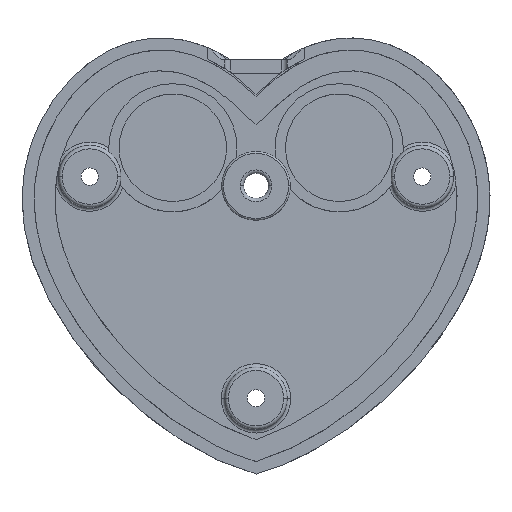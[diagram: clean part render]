
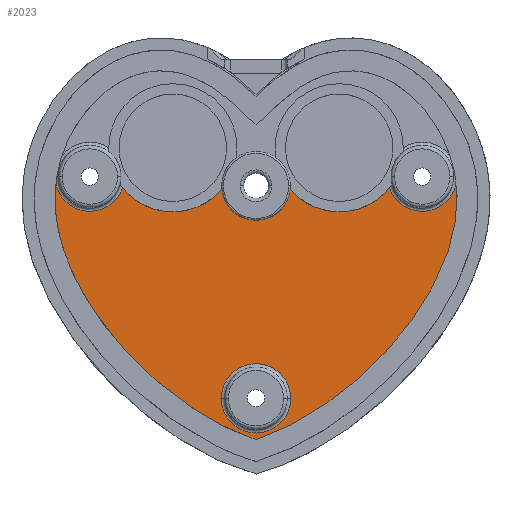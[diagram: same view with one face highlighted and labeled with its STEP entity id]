
A CAD part, top view. The second image highlights one B-rep face of the part: STEP entity #2023.
In plain terms, the highlighted planar face has unit normal (0, 0, 1).
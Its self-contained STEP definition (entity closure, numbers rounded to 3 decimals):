
#10 = AXIS2_PLACEMENT_3D ( 'NONE', #1013, #1391, #1700 ) ;
#32 = DIRECTION ( 'NONE',  ( -1., 0., 0. ) ) ;
#76 = DIRECTION ( 'NONE',  ( 0., 0., -1. ) ) ;
#104 = DIRECTION ( 'NONE',  ( -1., 0., 0. ) ) ;
#230 = ORIENTED_EDGE ( 'NONE', *, *, #3928, .T. ) ;
#256 = CIRCLE ( 'NONE', #439, 5. ) ;
#414 = CARTESIAN_POINT ( 'NONE',  ( 0., 8.84, -9. ) ) ;
#437 = CARTESIAN_POINT ( 'NONE',  ( 12., 45., -9. ) ) ;
#439 = AXIS2_PLACEMENT_3D ( 'NONE', #1372, #1734, #2081 ) ;
#451 = VERTEX_POINT ( 'NONE', #1946 ) ;
#496 = CARTESIAN_POINT ( 'NONE',  ( -19.255, 39.262, -9. ) ) ;
#527 = CIRCLE ( 'NONE', #2908, 5. ) ;
#534 = PLANE ( 'NONE',  #4780 ) ;
#579 = CARTESIAN_POINT ( 'NONE',  ( -5., 8.84, -9. ) ) ;
#593 = CARTESIAN_POINT ( 'NONE',  ( -33.312, 32.773, -9. ) ) ;
#607 = CARTESIAN_POINT ( 'NONE',  ( 5., 8.84, -9. ) ) ;
#704 = CARTESIAN_POINT ( 'NONE',  ( 29.108, 33.879, -9. ) ) ;
#734 = AXIS2_PLACEMENT_3D ( 'NONE', #1118, #4469, #32 ) ;
#780 = VERTEX_POINT ( 'NONE', #2543 ) ;
#852 = ORIENTED_EDGE ( 'NONE', *, *, #2707, .F. ) ;
#868 = DIRECTION ( 'NONE',  ( 0., 0., -1. ) ) ;
#869 = B_SPLINE_CURVE_WITH_KNOTS ( 'NONE', 3,
 ( #2141, #4807, #3674, #4763, #4038, #2513, #2563, #2946, #3317, #1098, #1162, #3747, #1483, #4089 ),
 .UNSPECIFIED., .F., .F.,
 ( 4, 1, 1, 1, 1, 1, 1, 1, 1, 1, 1, 4 ),
 ( 0.444, 0.481, 0.513, 0.545, 0.609, 0.672, 0.736, 0.8, 0.863, 0.927, 0.959, 0.991 ),
 .UNSPECIFIED. ) ;
#1013 = CARTESIAN_POINT ( 'NONE',  ( 0., 39.5, -9. ) ) ;
#1090 = CARTESIAN_POINT ( 'NONE',  ( 19.255, 39.262, -9. ) ) ;
#1098 = CARTESIAN_POINT ( 'NONE',  ( -10.39, 8.111, -9. ) ) ;
#1108 = CARTESIAN_POINT ( 'NONE',  ( 23.023, 20.677, -9. ) ) ;
#1118 = CARTESIAN_POINT ( 'NONE',  ( -24., 40.84, -9. ) ) ;
#1162 = CARTESIAN_POINT ( 'NONE',  ( -6.222, 5.529, -9. ) ) ;
#1184 = DIRECTION ( 'NONE',  ( -1., 0., 0. ) ) ;
#1187 = VERTEX_POINT ( 'NONE', #2157 ) ;
#1228 = FACE_OUTER_BOUND ( 'NONE', #1587, .T. ) ;
#1372 = CARTESIAN_POINT ( 'NONE',  ( 0., 8.84, -9. ) ) ;
#1391 = DIRECTION ( 'NONE',  ( 0., 0., 1. ) ) ;
#1422 = VERTEX_POINT ( 'NONE', #496 ) ;
#1440 = CARTESIAN_POINT ( 'NONE',  ( 19.279, 16., -9. ) ) ;
#1478 = AXIS2_PLACEMENT_3D ( 'NONE', #3659, #4420, #2169 ) ;
#1483 = CARTESIAN_POINT ( 'NONE',  ( -0.916, 3.162, -9. ) ) ;
#1524 = CIRCLE ( 'NONE', #4197, 5. ) ;
#1541 = VERTEX_POINT ( 'NONE', #3521 ) ;
#1587 = EDGE_LOOP ( 'NONE', ( #3716, #852, #3532, #4175, #3047, #3360, #2394 ) ) ;
#1596 = EDGE_CURVE ( 'NONE', #451, #3049, #1524, .T. ) ;
#1622 = DIRECTION ( 'NONE',  ( -1., 0., 0. ) ) ;
#1623 = CIRCLE ( 'NONE', #1478, 9.25 ) ;
#1700 = DIRECTION ( 'NONE',  ( 1., 0., 0. ) ) ;
#1734 = DIRECTION ( 'NONE',  ( 0., 0., -1. ) ) ;
#1783 = CARTESIAN_POINT ( 'NONE',  ( 0., 2.872, -9. ) ) ;
#1796 = CARTESIAN_POINT ( 'NONE',  ( 2.688, 3.836, -9. ) ) ;
#1815 = EDGE_CURVE ( 'NONE', #1541, #4105, #869, .T. ) ;
#1946 = CARTESIAN_POINT ( 'NONE',  ( 28.902, 39.854, -9. ) ) ;
#1970 = CIRCLE ( 'NONE', #734, 5. ) ;
#1972 = CARTESIAN_POINT ( 'NONE',  ( 24., 40.84, -9. ) ) ;
#2023 = ADVANCED_FACE ( 'NONE', ( #1228, #3627 ), #534, .F. ) ;
#2081 = DIRECTION ( 'NONE',  ( -1., 0., 0. ) ) ;
#2119 = EDGE_CURVE ( 'NONE', #1187, #780, #4211, .T. ) ;
#2141 = CARTESIAN_POINT ( 'NONE',  ( -28.899, 39.842, -9. ) ) ;
#2157 = CARTESIAN_POINT ( 'NONE',  ( -4.929, 39.036, -9. ) ) ;
#2169 = DIRECTION ( 'NONE',  ( -1., 0., 0. ) ) ;
#2220 = VERTEX_POINT ( 'NONE', #607 ) ;
#2231 = ORIENTED_EDGE ( 'NONE', *, *, #4665, .T. ) ;
#2273 = DIRECTION ( 'NONE',  ( 0., 0., 1. ) ) ;
#2359 = EDGE_CURVE ( 'NONE', #1422, #1541, #1970, .T. ) ;
#2394 = ORIENTED_EDGE ( 'NONE', *, *, #3098, .F. ) ;
#2513 = CARTESIAN_POINT ( 'NONE',  ( -26.078, 25.732, -9. ) ) ;
#2526 = CARTESIAN_POINT ( 'NONE',  ( 28.902, 39.854, -9. ) ) ;
#2543 = CARTESIAN_POINT ( 'NONE',  ( 4.929, 39.036, -9. ) ) ;
#2552 = CIRCLE ( 'NONE', #4385, 9.25 ) ;
#2563 = CARTESIAN_POINT ( 'NONE',  ( -23.005, 20.65, -9. ) ) ;
#2707 = EDGE_CURVE ( 'NONE', #1422, #1187, #1623, .T. ) ;
#2908 = AXIS2_PLACEMENT_3D ( 'NONE', #414, #76, #104 ) ;
#2946 = CARTESIAN_POINT ( 'NONE',  ( -19.312, 16.041, -9. ) ) ;
#3047 = ORIENTED_EDGE ( 'NONE', *, *, #4514, .T. ) ;
#3049 = VERTEX_POINT ( 'NONE', #1090 ) ;
#3098 = EDGE_CURVE ( 'NONE', #780, #3049, #2552, .T. ) ;
#3313 = CARTESIAN_POINT ( 'NONE',  ( 29.024, 38.641, -9. ) ) ;
#3317 = CARTESIAN_POINT ( 'NONE',  ( -15.1, 11.854, -9. ) ) ;
#3360 = ORIENTED_EDGE ( 'NONE', *, *, #1596, .T. ) ;
#3521 = CARTESIAN_POINT ( 'NONE',  ( -28.899, 39.842, -9. ) ) ;
#3532 = ORIENTED_EDGE ( 'NONE', *, *, #2359, .T. ) ;
#3627 = FACE_BOUND ( 'NONE', #3709, .T. ) ;
#3659 = CARTESIAN_POINT ( 'NONE',  ( -12., 45., -9. ) ) ;
#3674 = CARTESIAN_POINT ( 'NONE',  ( -29.077, 36.791, -9. ) ) ;
#3709 = EDGE_LOOP ( 'NONE', ( #2231, #230 ) ) ;
#3716 = ORIENTED_EDGE ( 'NONE', *, *, #2119, .F. ) ;
#3747 = CARTESIAN_POINT ( 'NONE',  ( -2.708, 3.843, -9. ) ) ;
#3829 = VERTEX_POINT ( 'NONE', #579 ) ;
#3928 = EDGE_CURVE ( 'NONE', #2220, #3829, #256, .T. ) ;
#4038 = CARTESIAN_POINT ( 'NONE',  ( -27.867, 30.162, -9. ) ) ;
#4089 = CARTESIAN_POINT ( 'NONE',  ( 0., 2.872, -9. ) ) ;
#4101 = CARTESIAN_POINT ( 'NONE',  ( 15.076, 11.837, -9. ) ) ;
#4105 = VERTEX_POINT ( 'NONE', #4521 ) ;
#4175 = ORIENTED_EDGE ( 'NONE', *, *, #1815, .T. ) ;
#4197 = AXIS2_PLACEMENT_3D ( 'NONE', #1972, #868, #1622 ) ;
#4211 = CIRCLE ( 'NONE', #10, 4.951 ) ;
#4248 = B_SPLINE_CURVE_WITH_KNOTS ( 'NONE', 3,
 ( #1783, #4367, #1796, #4785, #4771, #4101, #1440, #1108, #4801, #704, #3313, #4417, #2526 ),
 .UNSPECIFIED., .F., .F.,
 ( 4, 1, 1, 1, 1, 1, 1, 1, 1, 1, 4 ),
 ( 0.009, 0.041, 0.073, 0.137, 0.2, 0.264, 0.328, 0.391, 0.519, 0.55, 0.556 ),
 .UNSPECIFIED. ) ;
#4266 = DIRECTION ( 'NONE',  ( 0., 0., -1. ) ) ;
#4367 = CARTESIAN_POINT ( 'NONE',  ( 0.91, 3.161, -9. ) ) ;
#4385 = AXIS2_PLACEMENT_3D ( 'NONE', #437, #2273, #1184 ) ;
#4417 = CARTESIAN_POINT ( 'NONE',  ( 28.919, 39.699, -9. ) ) ;
#4420 = DIRECTION ( 'NONE',  ( 0., 0., 1. ) ) ;
#4469 = DIRECTION ( 'NONE',  ( 0., 0., -1. ) ) ;
#4514 = EDGE_CURVE ( 'NONE', #4105, #451, #4248, .T. ) ;
#4521 = CARTESIAN_POINT ( 'NONE',  ( 0., 2.872, -9. ) ) ;
#4635 = DIRECTION ( 'NONE',  ( -1., 0., 0. ) ) ;
#4665 = EDGE_CURVE ( 'NONE', #3829, #2220, #527, .T. ) ;
#4763 = CARTESIAN_POINT ( 'NONE',  ( -28.74, 33.881, -9. ) ) ;
#4771 = CARTESIAN_POINT ( 'NONE',  ( 10.423, 8.132, -9. ) ) ;
#4780 = AXIS2_PLACEMENT_3D ( 'NONE', #593, #4266, #4635 ) ;
#4785 = CARTESIAN_POINT ( 'NONE',  ( 6.188, 5.51, -9. ) ) ;
#4801 = CARTESIAN_POINT ( 'NONE',  ( 27.07, 27.363, -9. ) ) ;
#4807 = CARTESIAN_POINT ( 'NONE',  ( -29.016, 38.784, -9. ) ) ;
